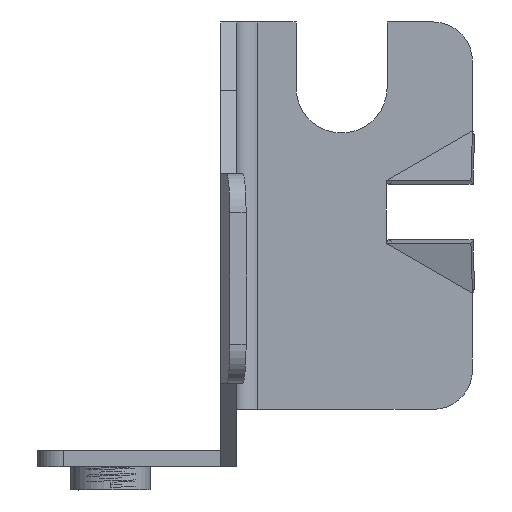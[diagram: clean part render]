
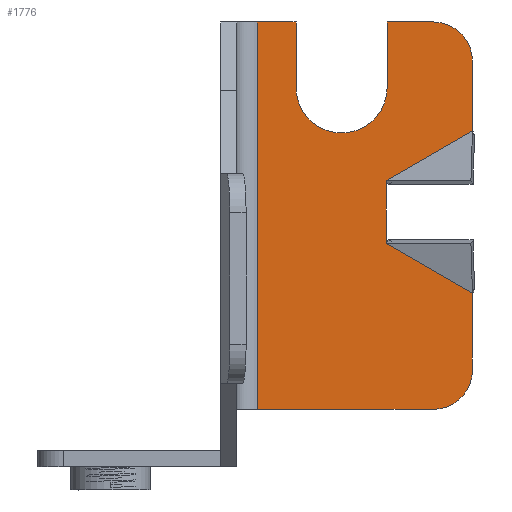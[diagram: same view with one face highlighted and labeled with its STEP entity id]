
A CAD part, left-side view. The second image highlights one B-rep face of the part: STEP entity #1776.
In plain terms, the highlighted planar face has unit normal (-1, 0, 0).
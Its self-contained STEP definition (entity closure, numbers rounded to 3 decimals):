
#50=PLANE('',#1926);
#135=FACE_OUTER_BOUND('',#245,.T.);
#245=EDGE_LOOP('',(#1412,#1413,#1414,#1415,#1416,#1417,#1418,#1419,#1420,
#1421,#1422,#1423,#1424,#1425));
#351=CIRCLE('',#1927,1.905);
#352=CIRCLE('',#1928,2.21);
#353=CIRCLE('',#1929,1.905);
#432=LINE('',#3255,#619);
#438=LINE('',#3268,#625);
#504=LINE('',#3411,#691);
#507=LINE('',#3417,#694);
#508=LINE('',#3421,#695);
#509=LINE('',#3423,#696);
#510=LINE('',#3425,#697);
#511=LINE('',#3427,#698);
#512=LINE('',#3430,#699);
#513=LINE('',#3432,#700);
#514=LINE('',#3433,#701);
#619=VECTOR('',#2141,1000.);
#625=VECTOR('',#2149,1000.);
#691=VECTOR('',#2261,1000.);
#694=VECTOR('',#2268,1000.);
#695=VECTOR('',#2271,1000.);
#696=VECTOR('',#2272,1000.);
#697=VECTOR('',#2273,1000.);
#698=VECTOR('',#2274,1000.);
#699=VECTOR('',#2277,1000.);
#700=VECTOR('',#2278,1000.);
#701=VECTOR('',#2279,1000.);
#830=VERTEX_POINT('',#3253);
#831=VERTEX_POINT('',#3254);
#836=VERTEX_POINT('',#3265);
#837=VERTEX_POINT('',#3267);
#890=VERTEX_POINT('',#3409);
#891=VERTEX_POINT('',#3410);
#892=VERTEX_POINT('',#3416);
#893=VERTEX_POINT('',#3418);
#894=VERTEX_POINT('',#3420);
#895=VERTEX_POINT('',#3422);
#896=VERTEX_POINT('',#3424);
#897=VERTEX_POINT('',#3426);
#898=VERTEX_POINT('',#3429);
#899=VERTEX_POINT('',#3431);
#1010=EDGE_CURVE('',#830,#831,#432,.T.);
#1016=EDGE_CURVE('',#837,#836,#438,.T.);
#1093=EDGE_CURVE('',#890,#891,#504,.T.);
#1096=EDGE_CURVE('',#836,#830,#351,.T.);
#1097=EDGE_CURVE('',#831,#892,#507,.T.);
#1098=EDGE_CURVE('',#892,#893,#352,.T.);
#1099=EDGE_CURVE('',#893,#894,#508,.T.);
#1100=EDGE_CURVE('',#894,#895,#509,.T.);
#1101=EDGE_CURVE('',#896,#895,#510,.T.);
#1102=EDGE_CURVE('',#897,#896,#511,.T.);
#1103=EDGE_CURVE('',#897,#890,#353,.T.);
#1104=EDGE_CURVE('',#891,#898,#512,.T.);
#1105=EDGE_CURVE('',#898,#899,#513,.T.);
#1106=EDGE_CURVE('',#899,#837,#514,.T.);
#1412=ORIENTED_EDGE('',*,*,#1016,.T.);
#1413=ORIENTED_EDGE('',*,*,#1096,.T.);
#1414=ORIENTED_EDGE('',*,*,#1010,.T.);
#1415=ORIENTED_EDGE('',*,*,#1097,.T.);
#1416=ORIENTED_EDGE('',*,*,#1098,.T.);
#1417=ORIENTED_EDGE('',*,*,#1099,.T.);
#1418=ORIENTED_EDGE('',*,*,#1100,.T.);
#1419=ORIENTED_EDGE('',*,*,#1101,.F.);
#1420=ORIENTED_EDGE('',*,*,#1102,.F.);
#1421=ORIENTED_EDGE('',*,*,#1103,.T.);
#1422=ORIENTED_EDGE('',*,*,#1093,.T.);
#1423=ORIENTED_EDGE('',*,*,#1104,.T.);
#1424=ORIENTED_EDGE('',*,*,#1105,.T.);
#1425=ORIENTED_EDGE('',*,*,#1106,.T.);
#1776=ADVANCED_FACE('',(#135),#50,.F.);
#1926=AXIS2_PLACEMENT_3D('',#3414,#2264,#2265);
#1927=AXIS2_PLACEMENT_3D('',#3415,#2266,#2267);
#1928=AXIS2_PLACEMENT_3D('',#3419,#2269,#2270);
#1929=AXIS2_PLACEMENT_3D('',#3428,#2275,#2276);
#2141=DIRECTION('',(0.,1.,0.));
#2149=DIRECTION('',(0.,0.,1.));
#2261=DIRECTION('',(0.,0.,1.));
#2264=DIRECTION('center_axis',(1.,0.,0.));
#2265=DIRECTION('ref_axis',(0.,0.,1.));
#2266=DIRECTION('center_axis',(-1.,0.,0.));
#2267=DIRECTION('ref_axis',(0.,0.,
1.));
#2268=DIRECTION('',(0.,0.,-1.));
#2269=DIRECTION('center_axis',(1.,0.,0.));
#2270=DIRECTION('ref_axis',(0.,0.,1.));
#2271=DIRECTION('',(0.,0.,1.));
#2272=DIRECTION('',(0.,1.,0.));
#2273=DIRECTION('',(0.,0.,1.));
#2274=DIRECTION('',(0.,1.,0.));
#2275=DIRECTION('center_axis',(-1.,0.,0.));
#2276=DIRECTION('ref_axis',(0.,0.,1.));
#2277=DIRECTION('',(0.,0.866,0.5));
#2278=DIRECTION('',(0.,0.,1.));
#2279=DIRECTION('',(0.,-0.866,0.5));
#3253=CARTESIAN_POINT('',(0.,-11.1,22.708));
#3254=CARTESIAN_POINT('',(0.,-8.865,22.708));
#3255=CARTESIAN_POINT('',(0.,-2.565,22.708));
#3265=CARTESIAN_POINT('',(0.,-13.005,20.803));
#3267=CARTESIAN_POINT('',(0.,-13.005,17.431));
#3268=CARTESIAN_POINT('',(0.,-13.005,1.118));
#3409=CARTESIAN_POINT('',(0.,-13.005,5.817));
#3410=CARTESIAN_POINT('',(0.,-13.005,9.544));
#3411=CARTESIAN_POINT('',(0.,-13.005,1.118));
#3414=CARTESIAN_POINT('Origin',(0.,-2.565,
1.118));
#3415=CARTESIAN_POINT('Origin',(0.,-11.1,
20.803));
#3416=CARTESIAN_POINT('',(0.,-8.865,19.533));
#3417=CARTESIAN_POINT('',(0.,-8.865,19.533));
#3418=CARTESIAN_POINT('',(0.,-4.445,19.533));
#3419=CARTESIAN_POINT('Origin',(0.,-6.655,
19.533));
#3420=CARTESIAN_POINT('',(0.,-4.445,22.708));
#3421=CARTESIAN_POINT('',(0.,-4.445,19.533));
#3422=CARTESIAN_POINT('',(0.,-2.565,22.708));
#3423=CARTESIAN_POINT('',(0.,-2.565,22.708));
#3424=CARTESIAN_POINT('',(0.,-2.565,3.912));
#3425=CARTESIAN_POINT('',(0.,-2.565,1.118));
#3426=CARTESIAN_POINT('',(0.,-11.1,3.912));
#3427=CARTESIAN_POINT('',(0.,-2.565,3.912));
#3428=CARTESIAN_POINT('Origin',(0.,-11.1,
5.817));
#3429=CARTESIAN_POINT('',(0.,-8.814,11.964));
#3430=CARTESIAN_POINT('',(0.,-13.005,9.544));
#3431=CARTESIAN_POINT('',(0.,-8.814,15.012));
#3432=CARTESIAN_POINT('',(0.,-8.814,11.964));
#3433=CARTESIAN_POINT('',(0.,-13.005,17.431));
